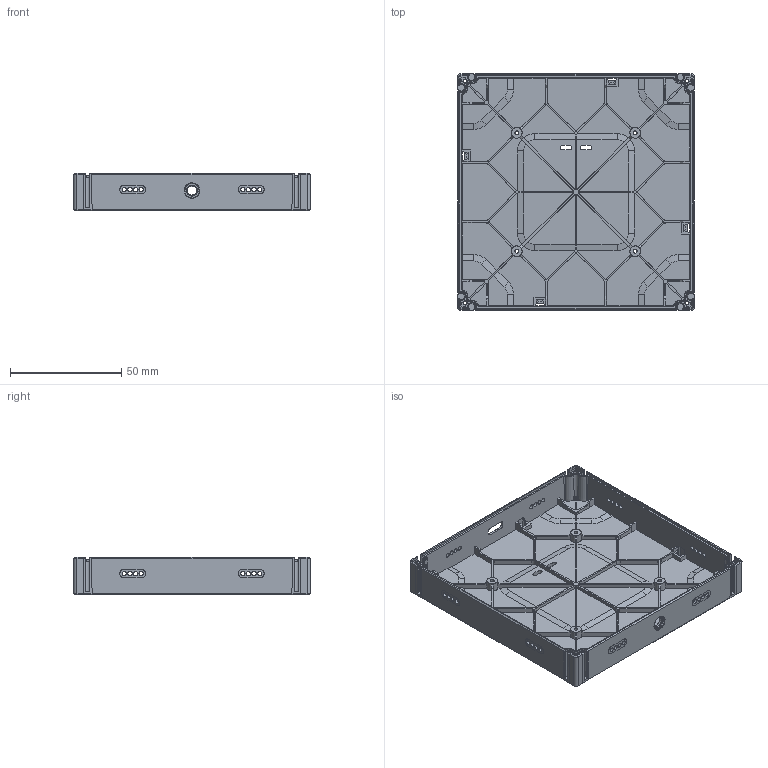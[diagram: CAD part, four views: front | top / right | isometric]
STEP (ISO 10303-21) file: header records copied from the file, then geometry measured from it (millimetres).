
FILE_DESCRIPTION(('FreeCAD Model'),'2;1');
FILE_NAME('Open CASCADE Shape Model','2024-07-30T07:55:44',('FreeCAD'),( 'FreeCAD'),'Open CASCADE STEP processor 7.6','FreeCAD','Unknown');
FILE_SCHEMA(('AUTOMOTIVE_DESIGN { 1 0 10303 214 1 1 1 1 }'));
Length unit declared in the file: millimetre
Products named in the file (1): Open CASCADE STEP translator 7.6 1
Bounding box: 106.6 x 106.6 x 17 mm (x, y, z)
Volume: 36321.9 mm3; surface area: 40461 mm2
Topology: 1 solids, 1 shells, 1079 faces, 3202 edges, 2146 vertices
Faces by surface type: plane 367, cone 360, bspline 300, cylinder 52
Entity records: 43451 total; most frequent: CARTESIAN_POINT 17200, ORIENTED_EDGE 6404, DIRECTION 4206, EDGE_CURVE 3202, VERTEX_POINT 2146, AXIS2_PLACEMENT_3D 1659, B_SPLINE_CURVE_WITH_KNOTS 1423, FACE_BOUND 1196
